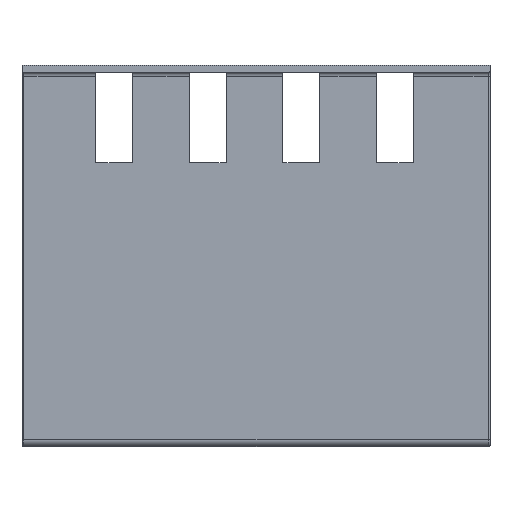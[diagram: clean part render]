
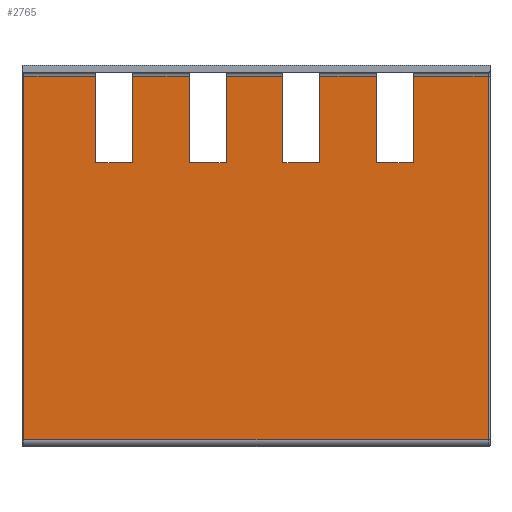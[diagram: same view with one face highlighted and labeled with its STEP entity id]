
A CAD part, left-side view. The second image highlights one B-rep face of the part: STEP entity #2765.
In plain terms, the highlighted planar face has unit normal (-1, 0, 0).
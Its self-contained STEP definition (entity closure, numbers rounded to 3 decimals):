
#13=DIRECTION('',(0.,0.,1.));
#28=VECTOR('',#29,1.);
#29=DIRECTION('',(0.,-1.,0.));
#84=DIRECTION('',(1.,0.,0.));
#277=DIRECTION('',(0.,0.,-1.));
#307=VECTOR('',#277,1.);
#816=VECTOR('',#13,1.);
#1472=VERTEX_POINT('',#1473);
#1473=CARTESIAN_POINT('',(-6.65,-6.11,10.06));
#1504=ORIENTED_EDGE('',*,*,#1505,.T.);
#1505=EDGE_CURVE('',#1472,#1506,#1508,.T.);
#1506=VERTEX_POINT('',#1507);
#1507=CARTESIAN_POINT('',(-6.65,-6.11,0.2));
#1508=LINE('',#1473,#307);
#1536=VECTOR('',#1537,1.);
#1537=DIRECTION('',(0.,-1.,0.));
#2002=VERTEX_POINT('',#2003);
#2003=CARTESIAN_POINT('',(-6.65,6.49,10.06));
#2038=VERTEX_POINT('',#2039);
#2039=CARTESIAN_POINT('',(-6.65,6.49,0.2));
#2043=ORIENTED_EDGE('',*,*,#2044,.F.);
#2044=EDGE_CURVE('',#2002,#2038,#2045,.T.);
#2045=LINE('',#2003,#307);
#2381=VERTEX_POINT('',#2382);
#2382=CARTESIAN_POINT('',(-6.65,4.54,7.71));
#2386=EDGE_CURVE('',#2381,#2387,#2389,.T.);
#2387=VERTEX_POINT('',#2388);
#2388=CARTESIAN_POINT('',(-6.65,4.54,10.06));
#2389=LINE('',#2390,#816);
#2390=CARTESIAN_POINT('',(-6.65,4.54,8.885));
#2443=VERTEX_POINT('',#2444);
#2444=CARTESIAN_POINT('',(-6.65,3.54,7.71));
#2446=ORIENTED_EDGE('',*,*,#2447,.T.);
#2447=EDGE_CURVE('',#2443,#2448,#2450,.T.);
#2448=VERTEX_POINT('',#2449);
#2449=CARTESIAN_POINT('',(-6.65,3.54,10.06));
#2450=LINE('',#2451,#816);
#2451=CARTESIAN_POINT('',(-6.65,3.54,8.885));
#2479=VERTEX_POINT('',#2480);
#2480=CARTESIAN_POINT('',(-6.65,2.,7.71));
#2484=EDGE_CURVE('',#2479,#2485,#2487,.T.);
#2485=VERTEX_POINT('',#2486);
#2486=CARTESIAN_POINT('',(-6.65,2.,10.06));
#2487=LINE('',#2488,#816);
#2488=CARTESIAN_POINT('',(-6.65,2.,8.885));
#2541=VERTEX_POINT('',#2542);
#2542=CARTESIAN_POINT('',(-6.65,1.,7.71));
#2544=ORIENTED_EDGE('',*,*,#2545,.T.);
#2545=EDGE_CURVE('',#2541,#2546,#2548,.T.);
#2546=VERTEX_POINT('',#2547);
#2547=CARTESIAN_POINT('',(-6.65,1.,10.06));
#2548=LINE('',#2549,#816);
#2549=CARTESIAN_POINT('',(-6.65,1.,8.885));
#2577=VERTEX_POINT('',#2578);
#2578=CARTESIAN_POINT('',(-6.65,-0.54,7.71));
#2582=EDGE_CURVE('',#2577,#2583,#2585,.T.);
#2583=VERTEX_POINT('',#2584);
#2584=CARTESIAN_POINT('',(-6.65,-0.54,10.06));
#2585=LINE('',#2586,#816);
#2586=CARTESIAN_POINT('',(-6.65,-0.54,8.885));
#2639=VERTEX_POINT('',#2640);
#2640=CARTESIAN_POINT('',(-6.65,-1.54,7.71));
#2642=ORIENTED_EDGE('',*,*,#2643,.T.);
#2643=EDGE_CURVE('',#2639,#2644,#2646,.T.);
#2644=VERTEX_POINT('',#2645);
#2645=CARTESIAN_POINT('',(-6.65,-1.54,10.06));
#2646=LINE('',#2647,#816);
#2647=CARTESIAN_POINT('',(-6.65,-1.54,8.885));
#2675=VERTEX_POINT('',#2676);
#2676=CARTESIAN_POINT('',(-6.65,-3.08,7.71));
#2680=EDGE_CURVE('',#2675,#2681,#2683,.T.);
#2681=VERTEX_POINT('',#2682);
#2682=CARTESIAN_POINT('',(-6.65,-3.08,10.06));
#2683=LINE('',#2684,#816);
#2684=CARTESIAN_POINT('',(-6.65,-3.08,8.885));
#2737=VERTEX_POINT('',#2738);
#2738=CARTESIAN_POINT('',(-6.65,-4.08,7.71));
#2740=ORIENTED_EDGE('',*,*,#2741,.T.);
#2741=EDGE_CURVE('',#2737,#2742,#2744,.T.);
#2742=VERTEX_POINT('',#2743);
#2743=CARTESIAN_POINT('',(-6.65,-4.08,10.06));
#2744=LINE('',#2745,#816);
#2745=CARTESIAN_POINT('',(-6.65,-4.08,8.885));
#2759=ORIENTED_EDGE('',*,*,#2760,.T.);
#2760=EDGE_CURVE('',#2742,#1472,#2761,.T.);
#2761=LINE('',#2762,#28);
#2762=CARTESIAN_POINT('',(-6.65,6.54,10.06));
#2765=ADVANCED_FACE('',(#2766),#2800,.F.);
#2766=FACE_BOUND('',#2767,.F.);
#2767=EDGE_LOOP('',(#2768,#2043,#2772,#2774,#2775,#2446,#2779,#2781,    #2782,#2544,#2786,#2788,#2789,#2642,#2793,#2795,#2796,#2740,#2759,    #1504));
#2768=ORIENTED_EDGE('',*,*,#2769,.F.);
#2769=EDGE_CURVE('',#2038,#1506,#2770,.T.);
#2770=LINE('',#2771,#28);
#2771=CARTESIAN_POINT('',(-6.65,6.54,0.2));
#2772=ORIENTED_EDGE('',*,*,#2773,.T.);
#2773=EDGE_CURVE('',#2002,#2387,#2761,.T.);
#2774=ORIENTED_EDGE('',*,*,#2386,.F.);
#2775=ORIENTED_EDGE('',*,*,#2776,.T.);
#2776=EDGE_CURVE('',#2381,#2443,#2777,.T.);
#2777=LINE('',#2778,#1536);
#2778=CARTESIAN_POINT('',(-6.65,5.04,7.71));
#2779=ORIENTED_EDGE('',*,*,#2780,.T.);
#2780=EDGE_CURVE('',#2448,#2485,#2761,.T.);
#2781=ORIENTED_EDGE('',*,*,#2484,.F.);
#2782=ORIENTED_EDGE('',*,*,#2783,.T.);
#2783=EDGE_CURVE('',#2479,#2541,#2784,.T.);
#2784=LINE('',#2785,#1536);
#2785=CARTESIAN_POINT('',(-6.65,3.77,7.71));
#2786=ORIENTED_EDGE('',*,*,#2787,.T.);
#2787=EDGE_CURVE('',#2546,#2583,#2761,.T.);
#2788=ORIENTED_EDGE('',*,*,#2582,.F.);
#2789=ORIENTED_EDGE('',*,*,#2790,.T.);
#2790=EDGE_CURVE('',#2577,#2639,#2791,.T.);
#2791=LINE('',#2792,#1536);
#2792=CARTESIAN_POINT('',(-6.65,2.5,7.71));
#2793=ORIENTED_EDGE('',*,*,#2794,.T.);
#2794=EDGE_CURVE('',#2644,#2681,#2761,.T.);
#2795=ORIENTED_EDGE('',*,*,#2680,.F.);
#2796=ORIENTED_EDGE('',*,*,#2797,.T.);
#2797=EDGE_CURVE('',#2675,#2737,#2798,.T.);
#2798=LINE('',#2799,#1536);
#2799=CARTESIAN_POINT('',(-6.65,1.23,7.71));
#2800=PLANE('',#2801);
#2801=AXIS2_PLACEMENT_3D('',#2762,#84,#277);
